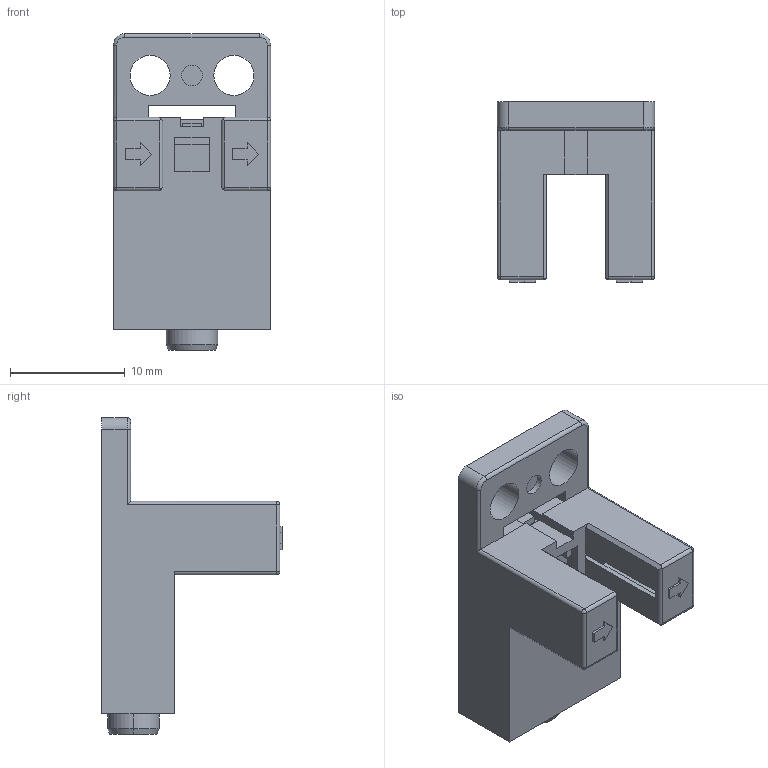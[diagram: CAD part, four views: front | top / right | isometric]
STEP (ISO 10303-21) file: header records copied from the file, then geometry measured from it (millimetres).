
FILE_DESCRIPTION((''),'2;1');
FILE_NAME('UX674WR','2020-07-19T',('admin'),(''),'PRO/ENGINEER BY PARAMETRIC TECHNOLOGY CORPORATION, 2008380','PRO/ENGINEER BY PARAMETRIC TECHNOLOGY CORPORATION, 2008380','');
FILE_SCHEMA(('CONFIG_CONTROL_DESIGN'));
Length unit declared in the file: millimetre
Products named in the file (1): UX674WR
Bounding box: 13.7 x 15.7 x 27.6 mm (x, y, z)
Volume: 1194.6 mm3; surface area: 2963.2 mm2
Topology: 1 solids, 1 shells, 212 faces, 617 edges, 400 vertices
Faces by surface type: plane 171, cylinder 31, sphere 4, cone 4, torus 2
Entity records: 6959 total; most frequent: CARTESIAN_POINT 1283, ORIENTED_EDGE 1226, DIRECTION 1089, EDGE_CURVE 613, VECTOR 533, LINE 533, VERTEX_POINT 400, AXIS2_PLACEMENT_3D 278
